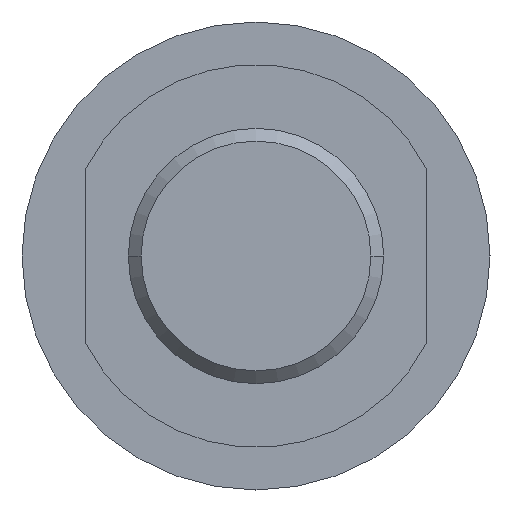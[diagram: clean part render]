
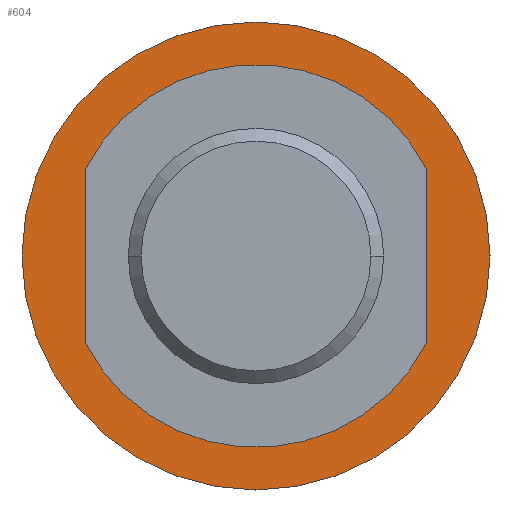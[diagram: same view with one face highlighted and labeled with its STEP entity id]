
A CAD part, left-side view. The second image highlights one B-rep face of the part: STEP entity #604.
In plain terms, the highlighted planar face has unit normal (-1, 0, 0).
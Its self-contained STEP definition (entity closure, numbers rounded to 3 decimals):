
#134=CARTESIAN_POINT('',(90.2,27.5,0.0));
#135=VERTEX_POINT('',#134);
#160=CARTESIAN_POINT('',(90.2,-27.5,0.));
#161=VERTEX_POINT('',#160);
#168=CARTESIAN_POINT('',(90.2,0.,0.0));
#169=DIRECTION('',(-1.0,0.0,0.0));
#170=DIRECTION('',(0.0,1.0,0.0));
#171=AXIS2_PLACEMENT_3D('',#168,#169,#170);
#172=CIRCLE('',#171,27.5);
#173=EDGE_CURVE('',#135,#161,#172,.T.);
#265=CARTESIAN_POINT('',(90.2,17.5,0.));
#266=VERTEX_POINT('',#265);
#282=CARTESIAN_POINT('',(90.2,-17.5,0.));
#283=VERTEX_POINT('',#282);
#290=CARTESIAN_POINT('',(90.2,0.,0.0));
#291=DIRECTION('',(1.0,0.0,0.0));
#292=DIRECTION('',(0.0,1.0,0.0));
#293=AXIS2_PLACEMENT_3D('',#290,#291,#292);
#294=CIRCLE('',#293,17.5);
#295=EDGE_CURVE('',#266,#283,#294,.T.);
#348=CARTESIAN_POINT('',(90.2,0.,0.0));
#349=DIRECTION('',(1.0,0.0,0.0));
#350=DIRECTION('',(0.0,1.0,0.0));
#351=AXIS2_PLACEMENT_3D('',#348,#349,#350);
#352=CIRCLE('',#351,17.5);
#353=EDGE_CURVE('',#283,#266,#352,.T.);
#578=CARTESIAN_POINT('',(90.2,0.,0.0));
#579=DIRECTION('',(-1.0,0.0,0.0));
#580=DIRECTION('',(0.0,1.0,0.0));
#581=AXIS2_PLACEMENT_3D('',#578,#579,#580);
#582=CIRCLE('',#581,27.5);
#583=EDGE_CURVE('',#161,#135,#582,.T.);
#591=CARTESIAN_POINT('',(90.2,13.75,0.0));
#592=DIRECTION('',(-1.0,0.0,0.0));
#593=DIRECTION('',(0.0,0.0,1.0));
#594=AXIS2_PLACEMENT_3D('',#591,#592,#593);
#595=PLANE('',#594);
#596=ORIENTED_EDGE('',*,*,#173,.T.);
#597=ORIENTED_EDGE('',*,*,#583,.T.);
#598=EDGE_LOOP('',(#596,#597));
#599=FACE_OUTER_BOUND('',#598,.T.);
#600=ORIENTED_EDGE('',*,*,#353,.T.);
#601=ORIENTED_EDGE('',*,*,#295,.T.);
#602=EDGE_LOOP('',(#600,#601));
#603=FACE_BOUND('',#602,.T.);
#604=ADVANCED_FACE('',(#599,#603),#595,.T.);
